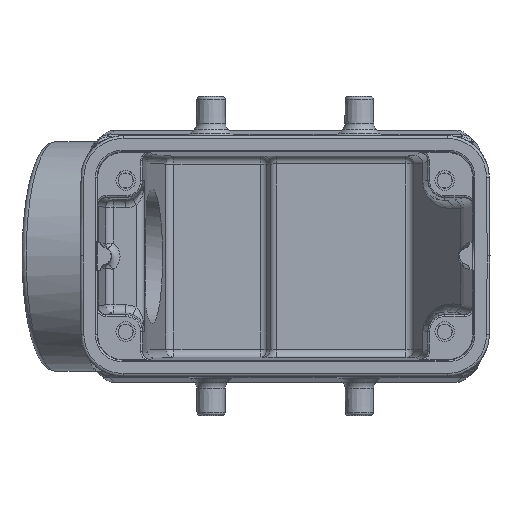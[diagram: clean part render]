
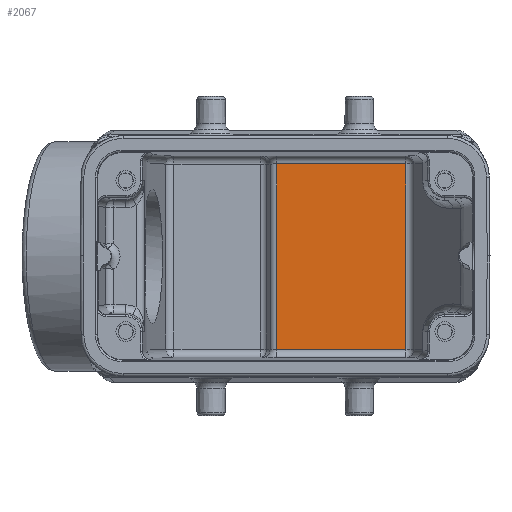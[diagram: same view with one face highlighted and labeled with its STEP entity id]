
A CAD part, top view. The second image highlights one B-rep face of the part: STEP entity #2067.
In plain terms, the highlighted planar face has unit normal (0, 0, 1).
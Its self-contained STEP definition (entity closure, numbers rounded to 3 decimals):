
#2067=ADVANCED_FACE('',(#3065),#2512,.F.);
#2512=PLANE('',#12824);
#3065=FACE_OUTER_BOUND('',#3796,.T.);
#3796=EDGE_LOOP('',(#6325,#6326,#6327,#6328));
#6325=ORIENTED_EDGE('',*,*,#9972,.T.);
#6326=ORIENTED_EDGE('',*,*,#9979,.T.);
#6327=ORIENTED_EDGE('',*,*,#9980,.T.);
#6328=ORIENTED_EDGE('',*,*,#9981,.T.);
#8445=VERTEX_POINT('',#23012);
#8446=VERTEX_POINT('',#23016);
#8450=VERTEX_POINT('',#23028);
#8451=VERTEX_POINT('',#23032);
#9972=EDGE_CURVE('',#8445,#8446,#11063,.T.);
#9979=EDGE_CURVE('',#8446,#8450,#11066,.T.);
#9980=EDGE_CURVE('',#8450,#8451,#11067,.T.);
#9981=EDGE_CURVE('',#8451,#8445,#11068,.T.);
#11063=LINE('',#23015,#11833);
#11066=LINE('',#23029,#11836);
#11067=LINE('',#23031,#11837);
#11068=LINE('',#23033,#11838);
#11833=VECTOR('',#14929,1.);
#11836=VECTOR('',#14944,1.);
#11837=VECTOR('',#14947,1.);
#11838=VECTOR('',#14948,1.);
#12824=AXIS2_PLACEMENT_3D('',#23034,#14949,#14950);
#14929=DIRECTION('',(0.,1.,0.));
#14944=DIRECTION('',(-1.,0.,0.));
#14947=DIRECTION('',(0.,-1.,0.));
#14948=DIRECTION('',(1.,0.,0.));
#14949=DIRECTION('',(0.,0.,-1.));
#14950=DIRECTION('',(-1.,0.,0.));
#23012=CARTESIAN_POINT('',(21.573,-16.546,-65.));
#23015=CARTESIAN_POINT('',(21.573,-16.546,-65.));
#23016=CARTESIAN_POINT('',(21.573,16.546,-65.));
#23028=CARTESIAN_POINT('',(-1.493,16.546,-65.));
#23029=CARTESIAN_POINT('',(21.573,16.546,-65.));
#23031=CARTESIAN_POINT('',(-1.493,16.546,-65.));
#23032=CARTESIAN_POINT('',(-1.493,-16.546,-65.));
#23033=CARTESIAN_POINT('',(-1.493,-16.546,-65.));
#23034=CARTESIAN_POINT('',(22.724,-18.6,-65.));
